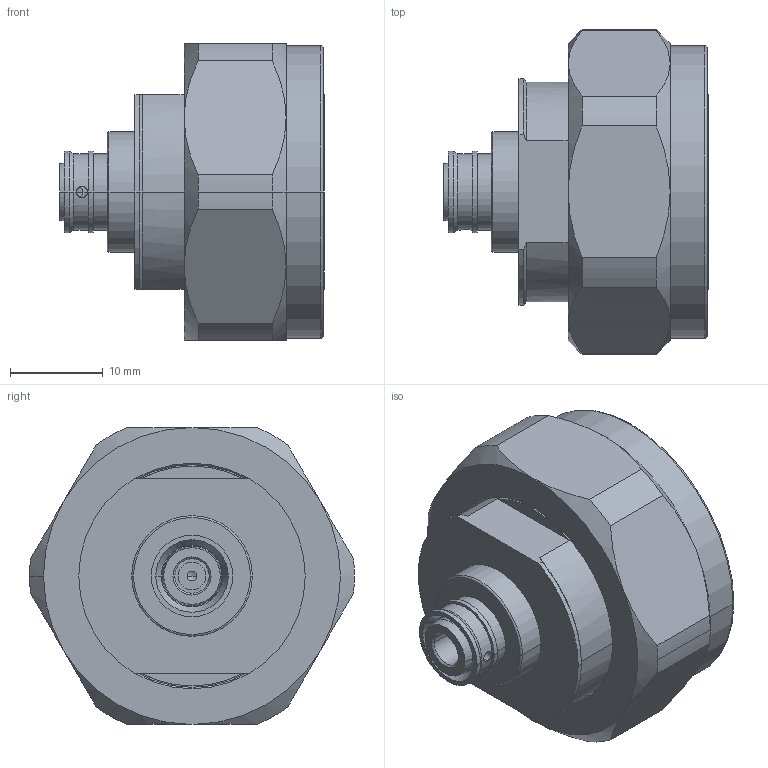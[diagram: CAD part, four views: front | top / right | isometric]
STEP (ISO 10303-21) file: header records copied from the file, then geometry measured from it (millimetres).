
FILE_DESCRIPTION (( 'STEP AP203' ), '1' );
FILE_NAME ('FMCN1922_3D.STEP', '2022-09-02T05:16:53', ( '' ), ( '' ), 'SwSTEP 2.0', 'SolidWorks 2021', '' );
FILE_SCHEMA (( 'CONFIG_CONTROL_DESIGN' ));
Length unit declared in the file: millimetre
Products named in the file (1): FMCN1922_3D
Bounding box: 28.5 x 35 x 32 mm (x, y, z)
Volume: 10978.8 mm3; surface area: 8953.3 mm2
Topology: 3 solids, 3 shells, 207 faces, 476 edges, 298 vertices
Faces by surface type: cylinder 103, cone 49, plane 45, torus 8, bspline 2
Entity records: 7774 total; most frequent: CARTESIAN_POINT 3026, DIRECTION 997, ORIENTED_EDGE 948, EDGE_CURVE 474, AXIS2_PLACEMENT_3D 419, VERTEX_POINT 298, EDGE_LOOP 240, CIRCLE 213
